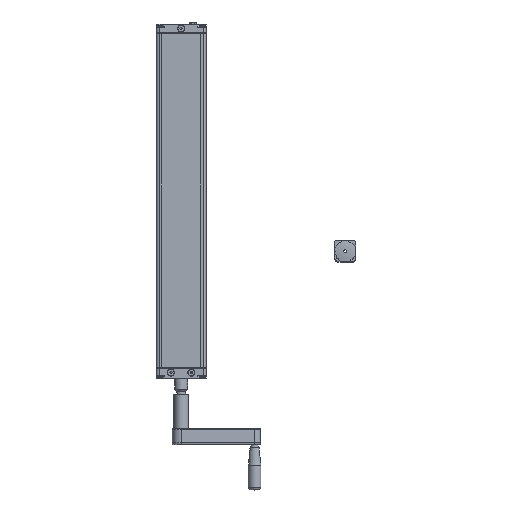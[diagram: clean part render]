
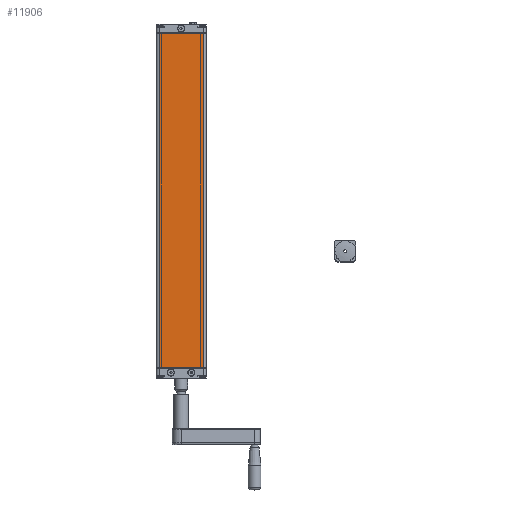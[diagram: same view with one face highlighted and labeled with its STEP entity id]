
A CAD part, top view. The second image highlights one B-rep face of the part: STEP entity #11906.
In plain terms, the highlighted planar face has unit normal (0, 0, 1).
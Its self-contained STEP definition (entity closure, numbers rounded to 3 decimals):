
#2070=FACE_OUTER_BOUND('',#2773,.T.);
#2773=EDGE_LOOP('',(#8308,#8309,#8310,#8311));
#3590=LINE('',#18661,#4459);
#3591=LINE('',#18663,#4460);
#3592=LINE('',#18665,#4461);
#3593=LINE('',#18666,#4462);
#4459=VECTOR('',#14867,569.5);
#4460=VECTOR('',#14868,75.);
#4461=VECTOR('',#14869,569.5);
#4462=VECTOR('',#14870,75.);
#5346=VERTEX_POINT('',#18659);
#5347=VERTEX_POINT('',#18660);
#5348=VERTEX_POINT('',#18662);
#5349=VERTEX_POINT('',#18664);
#6498=EDGE_CURVE('',#5346,#5347,#3590,.F.);
#6499=EDGE_CURVE('',#5348,#5346,#3591,.T.);
#6500=EDGE_CURVE('',#5349,#5348,#3592,.T.);
#6501=EDGE_CURVE('',#5347,#5349,#3593,.F.);
#8308=ORIENTED_EDGE('',*,*,#6498,.F.);
#8309=ORIENTED_EDGE('',*,*,#6499,.F.);
#8310=ORIENTED_EDGE('',*,*,#6500,.F.);
#8311=ORIENTED_EDGE('',*,*,#6501,.F.);
#11587=PLANE('',#13164);
#11906=ADVANCED_FACE('',(#2070),#11587,.T.);
#13164=AXIS2_PLACEMENT_3D('',#18658,#14865,#14866);
#14865=DIRECTION('center_axis',(0.,0.,1.));
#14866=DIRECTION('ref_axis',(1.,0.,0.));
#14867=DIRECTION('',(0.,-1.,0.));
#14868=DIRECTION('',(-1.,0.,0.));
#14869=DIRECTION('',(0.,-1.,0.));
#14870=DIRECTION('',(-1.,0.,0.));
#18658=CARTESIAN_POINT('Origin',(42.5,570.5,17.5));
#18659=CARTESIAN_POINT('',(-37.5,0.5,17.5));
#18660=CARTESIAN_POINT('',(-37.5,570.,17.5));
#18661=CARTESIAN_POINT('',(-37.5,570.,17.5));
#18662=CARTESIAN_POINT('',(37.5,0.5,17.5));
#18663=CARTESIAN_POINT('',(37.5,0.5,17.5));
#18664=CARTESIAN_POINT('',(37.5,570.,17.5));
#18665=CARTESIAN_POINT('',(37.5,570.,17.5));
#18666=CARTESIAN_POINT('',(37.5,570.,17.5));
